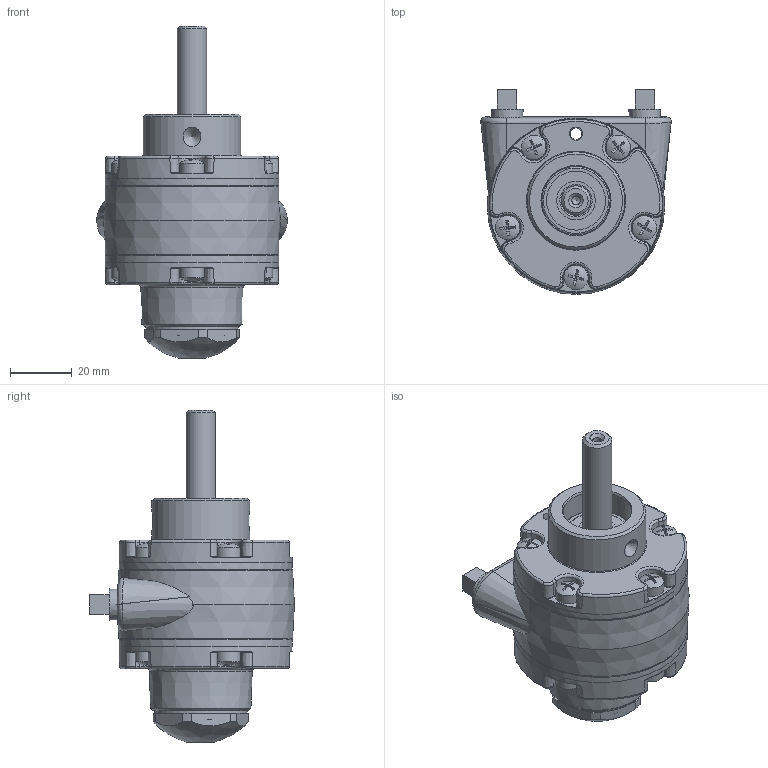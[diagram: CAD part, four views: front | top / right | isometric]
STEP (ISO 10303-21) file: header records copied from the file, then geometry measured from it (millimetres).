
FILE_DESCRIPTION (( 'STEP AP214' ), '1' );
FILE_NAME ('1AM-NRV-39A.STEP', '2025-05-05T11:11:04', ( '' ), ( '' ), 'SwSTEP 2.0', 'SolidWorks 2023', '' );
FILE_SCHEMA (( 'AUTOMOTIVE_DESIGN' ));
Length unit declared in the file: inch
Products named in the file (18): AE924; BB505; AC520; AC191; AC193; 1AM-NRV-39A; AC192; AC228A; AG549
Assembly tree (18 placements, depth 2):
  1AM-NRV-39A
    AC193
    AC228A
    AC191
    AC520
    AC192
    AG549
    BB505
    BB505
    BB505
    BB505
    BB505
    BB505
    BB505
    BB505
    BB505
    BB505
    AE924  x2
Bounding box: 61.89 x 66.55 x 107.88 mm (x, y, z)
Volume: 60939.7 mm3; surface area: 37755.4 mm2
Topology: 19 solids, 19 shells, 665 faces, 1691 edges, 1062 vertices
Faces by surface type: plane 200, cylinder 189, cone 116, bspline 92, torus 57, sphere 11
Full cylindrical faces by diameter (mm): 2.778 x1, 4.826 x10, 7.95 x10, 8.611 x2, 9.5 x1, 9.52 x1, 9.533 x1, 12.568 x1, 19.172 x1, 22.212 x1, 22.22 x1, 28.062 x4, 30.175 x1, 31.722 x1, 49.411 x1
Entity records: 24780 total; most frequent: CARTESIAN_POINT 9999, ORIENTED_EDGE 2978, DIRECTION 2797, EDGE_CURVE 1489, AXIS2_PLACEMENT_3D 1234, VERTEX_POINT 981, EDGE_LOOP 804, FACE_OUTER_BOUND 718
